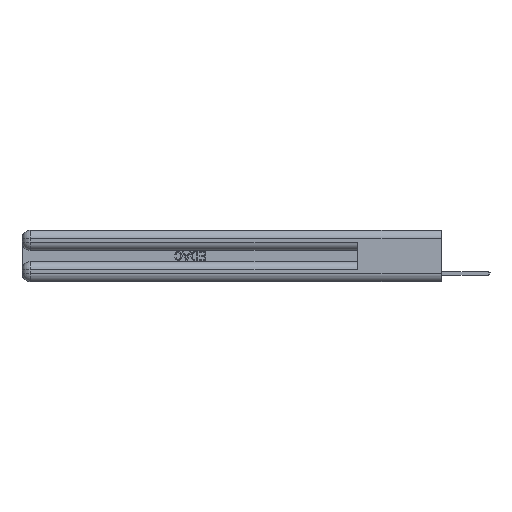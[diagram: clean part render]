
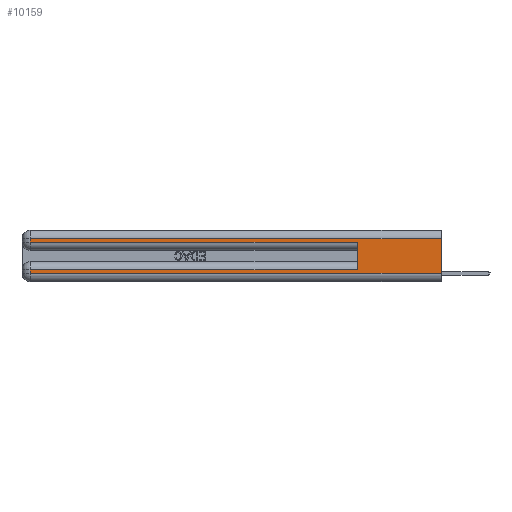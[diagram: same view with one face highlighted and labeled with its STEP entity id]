
A CAD part, left-side view. The second image highlights one B-rep face of the part: STEP entity #10159.
In plain terms, the highlighted planar face has unit normal (-1, 0, 0).
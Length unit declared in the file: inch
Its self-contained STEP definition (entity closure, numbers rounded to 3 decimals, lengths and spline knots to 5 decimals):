
#247 = VERTEX_POINT ( 'NONE', #22048 ) ;
#399 = CARTESIAN_POINT ( 'NONE',  ( 0., 0., 0.285 ) ) ;
#577 = CARTESIAN_POINT ( 'NONE',  ( 0., 0., 0.06 ) ) ;
#787 = DIRECTION ( 'NONE',  ( 0., 0., -1. ) ) ;
#803 = EDGE_LOOP ( 'NONE', ( #13425, #5935, #21385, #13013, #26323, #7898, #19066, #8187 ) ) ;
#1929 = CARTESIAN_POINT ( 'NONE',  ( 0., 2.94, 0.37 ) ) ;
#2524 = AXIS2_PLACEMENT_3D ( 'NONE', #9715, #20795, #20878 ) ;
#2624 = CARTESIAN_POINT ( 'NONE',  ( 0., 0., 0.085 ) ) ;
#2759 = LINE ( 'NONE', #577, #25010 ) ;
#2803 = LINE ( 'NONE', #12602, #17731 ) ;
#3112 = PLANE ( 'NONE',  #2524 ) ;
#3126 = VECTOR ( 'NONE', #15368, 39.37008 ) ;
#3224 = VERTEX_POINT ( 'NONE', #20642 ) ;
#3420 = VERTEX_POINT ( 'NONE', #10160 ) ;
#3653 = VERTEX_POINT ( 'NONE', #4038 ) ;
#4038 = CARTESIAN_POINT ( 'NONE',  ( 0., 0., 0.31 ) ) ;
#5122 = EDGE_CURVE ( 'NONE', #18800, #3420, #8360, .T. ) ;
#5549 = VECTOR ( 'NONE', #20557, 39.37008 ) ;
#5935 = ORIENTED_EDGE ( 'NONE', *, *, #10165, .T. ) ;
#7843 = VECTOR ( 'NONE', #22308, 39.37008 ) ;
#7898 = ORIENTED_EDGE ( 'NONE', *, *, #5122, .T. ) ;
#8187 = ORIENTED_EDGE ( 'NONE', *, *, #23038, .T. ) ;
#8360 = LINE ( 'NONE', #2624, #5549 ) ;
#8400 = EDGE_CURVE ( 'NONE', #22482, #21719, #11982, .T. ) ;
#9566 = LINE ( 'NONE', #1929, #7843 ) ;
#9715 = CARTESIAN_POINT ( 'NONE',  ( 0., 0., 0.37 ) ) ;
#10159 = ADVANCED_FACE ( 'NONE', ( #18843 ), #3112, .F. ) ;
#10160 = CARTESIAN_POINT ( 'NONE',  ( 0., 2.94, 0.085 ) ) ;
#10165 = EDGE_CURVE ( 'NONE', #3653, #3224, #18151, .T. ) ;
#11982 = LINE ( 'NONE', #399, #22426 ) ;
#12602 = CARTESIAN_POINT ( 'NONE',  ( 0., 0., 0.37 ) ) ;
#13013 = ORIENTED_EDGE ( 'NONE', *, *, #8400, .T. ) ;
#13425 = ORIENTED_EDGE ( 'NONE', *, *, #21438, .F. ) ;
#13718 = CARTESIAN_POINT ( 'NONE',  ( 0., 0.6, 0.085 ) ) ;
#14812 = DIRECTION ( 'NONE',  ( 0., 0., -1. ) ) ;
#14944 = EDGE_CURVE ( 'NONE', #3420, #247, #9566, .T. ) ;
#15368 = DIRECTION ( 'NONE',  ( 0., 0., 1. ) ) ;
#15463 = CARTESIAN_POINT ( 'NONE',  ( 0., 2.94, 0.285 ) ) ;
#15749 = VECTOR ( 'NONE', #787, 39.37008 ) ;
#16814 = VERTEX_POINT ( 'NONE', #18877 ) ;
#16843 = LINE ( 'NONE', #25088, #15749 ) ;
#17731 = VECTOR ( 'NONE', #14812, 39.37008 ) ;
#18151 = LINE ( 'NONE', #21466, #27934 ) ;
#18193 = DIRECTION ( 'NONE',  ( 0., -1., 0. ) ) ;
#18388 = CARTESIAN_POINT ( 'NONE',  ( 0., 0.6, 0.285 ) ) ;
#18800 = VERTEX_POINT ( 'NONE', #13718 ) ;
#18843 = FACE_OUTER_BOUND ( 'NONE', #803, .T. ) ;
#18877 = CARTESIAN_POINT ( 'NONE',  ( 0., 0., 0.06 ) ) ;
#19066 = ORIENTED_EDGE ( 'NONE', *, *, #14944, .T. ) ;
#20557 = DIRECTION ( 'NONE',  ( 0., 1., 0. ) ) ;
#20642 = CARTESIAN_POINT ( 'NONE',  ( 0., 2.94, 0.31 ) ) ;
#20795 = DIRECTION ( 'NONE',  ( 1., 0., 0. ) ) ;
#20852 = LINE ( 'NONE', #21516, #3126 ) ;
#20878 = DIRECTION ( 'NONE',  ( 0., 0., -1. ) ) ;
#21374 = DIRECTION ( 'NONE',  ( 0., 1., 0. ) ) ;
#21385 = ORIENTED_EDGE ( 'NONE', *, *, #25774, .T. ) ;
#21438 = EDGE_CURVE ( 'NONE', #3653, #16814, #2803, .T. ) ;
#21466 = CARTESIAN_POINT ( 'NONE',  ( 0., 0., 0.31 ) ) ;
#21516 = CARTESIAN_POINT ( 'NONE',  ( 0., 0.6, 0.145 ) ) ;
#21719 = VERTEX_POINT ( 'NONE', #18388 ) ;
#22048 = CARTESIAN_POINT ( 'NONE',  ( 0., 2.94, 0.06 ) ) ;
#22308 = DIRECTION ( 'NONE',  ( 0., 0., -1. ) ) ;
#22426 = VECTOR ( 'NONE', #18193, 39.37008 ) ;
#22447 = EDGE_CURVE ( 'NONE', #18800, #21719, #20852, .T. ) ;
#22482 = VERTEX_POINT ( 'NONE', #15463 ) ;
#23020 = DIRECTION ( 'NONE',  ( 0., -1., 0. ) ) ;
#23038 = EDGE_CURVE ( 'NONE', #247, #16814, #2759, .T. ) ;
#25010 = VECTOR ( 'NONE', #23020, 39.37008 ) ;
#25088 = CARTESIAN_POINT ( 'NONE',  ( 0., 2.94, 0.37 ) ) ;
#25774 = EDGE_CURVE ( 'NONE', #3224, #22482, #16843, .T. ) ;
#26323 = ORIENTED_EDGE ( 'NONE', *, *, #22447, .F. ) ;
#27934 = VECTOR ( 'NONE', #21374, 39.37008 ) ;
